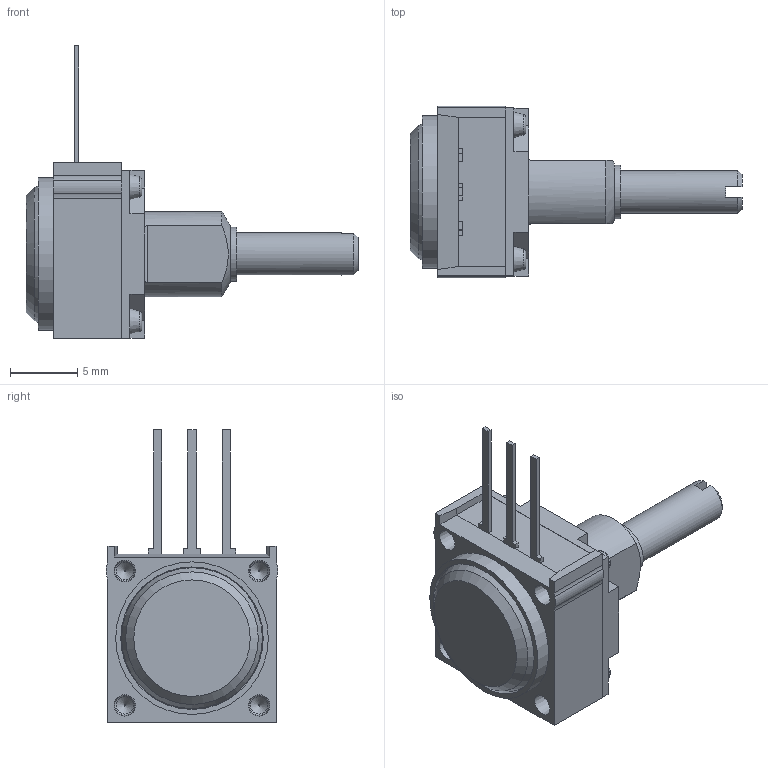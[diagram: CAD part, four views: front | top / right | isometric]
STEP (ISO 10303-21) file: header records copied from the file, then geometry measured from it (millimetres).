
FILE_DESCRIPTION(/* description */ ('Unknown'),/* implementation_level */ '2;1');
FILE_NAME(/* name */ '148-VISHAY',/* time_stamp */ '2018-04-03T12:02:29+02:00',/* author */ ('Unknown'),/* organization */ ('Unknown'),/* preprocessor_version */ 'ST-DEVELOPER v16.7',/* originating_system */ 'DEX',/* authorisation */ $);
FILE_SCHEMA (('AUTOMOTIVE_DESIGN {1 0 10303 214 3 1 1}'));
Length unit declared in the file: millimetre
Products named in the file (1): 148-VISHAY
Bounding box: 24.7 x 12.79 x 21.75 mm (x, y, z)
Volume: 1423.7 mm3; surface area: 2728.6 mm2
Topology: 8 solids, 8 shells, 557 faces, 1480 edges, 975 vertices
Faces by surface type: plane 355, cylinder 119, cone 47, bspline 26, torus 10
Full cylindrical faces by diameter (mm): 1.3 x4, 1.5 x8, 1.55 x4, 2.55 x2, 2.6 x2, 2.66 x2, 3.17 x1, 4 x1, 4.1 x1, 5.25 x2, 6.4 x2, 7.42 x1, 7.44 x1, 8.4 x1, 9.65 x1, 10.6 x1, 11.35 x1
Entity records: 17230 total; most frequent: CARTESIAN_POINT 3576, DIRECTION 2782, ORIENTED_EDGE 2746, EDGE_CURVE 1373, AXIS2_PLACEMENT_3D 945, VERTEX_POINT 939, LINE 892, VECTOR 892
